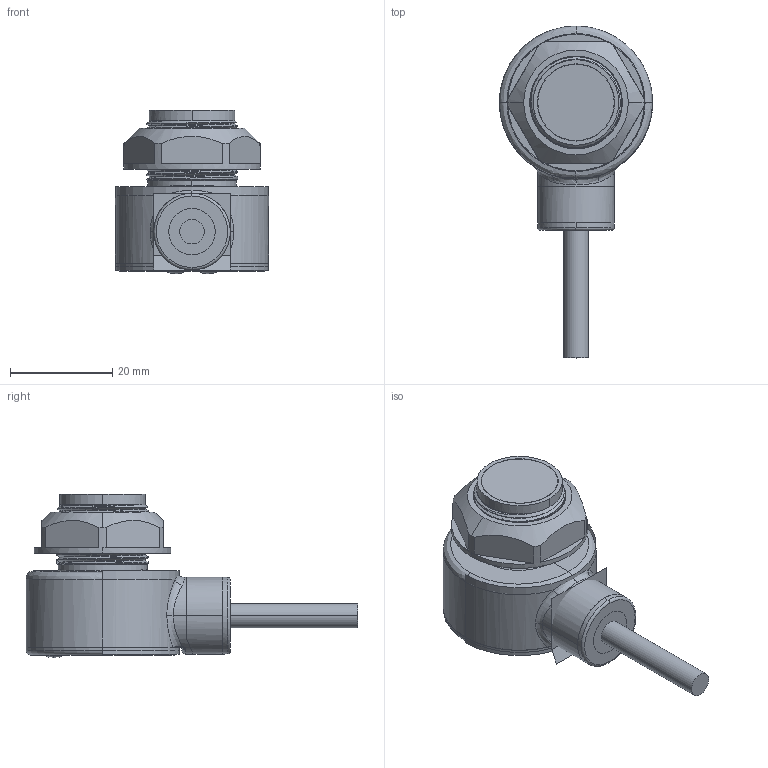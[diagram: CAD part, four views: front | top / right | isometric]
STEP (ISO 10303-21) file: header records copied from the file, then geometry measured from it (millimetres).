
FILE_DESCRIPTION((''),'2;1');
FILE_NAME('199030_ASM','2018-10-15T',('pdmadmin'),('BANNER ENGINEERING'),'CREO PARAMETRIC BY PTC INC, 2016260','CREO PARAMETRIC BY PTC INC, 2016260','');
FILE_SCHEMA(('CONFIG_CONTROL_DESIGN'));
Length unit declared in the file: millimetre
Products named in the file (7): 195862_WEB_CAD; 164109; 195880; T18-2_WEB_CAD_CABLE; 195866_WEB_CAD; 197505; 199030_ASM
Assembly tree (6 placements, depth 2):
  199030_ASM
    195862_WEB_CAD
    164109
    195880
    T18-2_WEB_CAD_CABLE
    195866_WEB_CAD
    197505
Bounding box: 30 x 65 x 32 mm (x, y, z)
Volume: 18884.7 mm3; surface area: 12271.4 mm2
Topology: 6 solids, 10 shells, 214 faces, 545 edges, 340 vertices
Faces by surface type: cylinder 60, plane 56, bspline 56, cone 34, torus 4, sphere 4
Entity records: 18138 total; most frequent: CARTESIAN_POINT 13388, ORIENTED_EDGE 1052, DIRECTION 803, EDGE_CURVE 535, VERTEX_POINT 340, AXIS2_PLACEMENT_3D 330, B_SPLINE_CURVE_WITH_KNOTS 237, EDGE_LOOP 223
